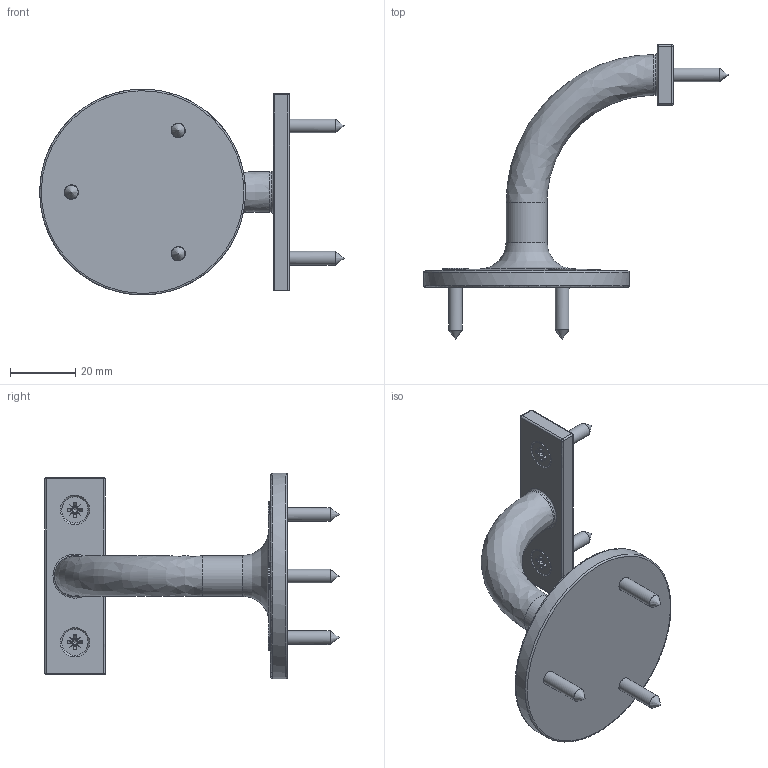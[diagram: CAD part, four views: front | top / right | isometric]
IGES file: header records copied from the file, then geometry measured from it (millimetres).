
Global section: file name: P3950-A; native system: Autodesk Inventor 2018; preprocessor: unknown; author: ashami; date: 20180911.113606; units: millimetre
Bounding box: 93.25 x 90.16 x 62.95 mm (x, y, z)
Volume: 34235.7 mm3; surface area: 15022.9 mm2
Topology: 6 solids, 6 shells, 233 faces, 654 edges, 422 vertices
Faces by surface type: bspline 233
